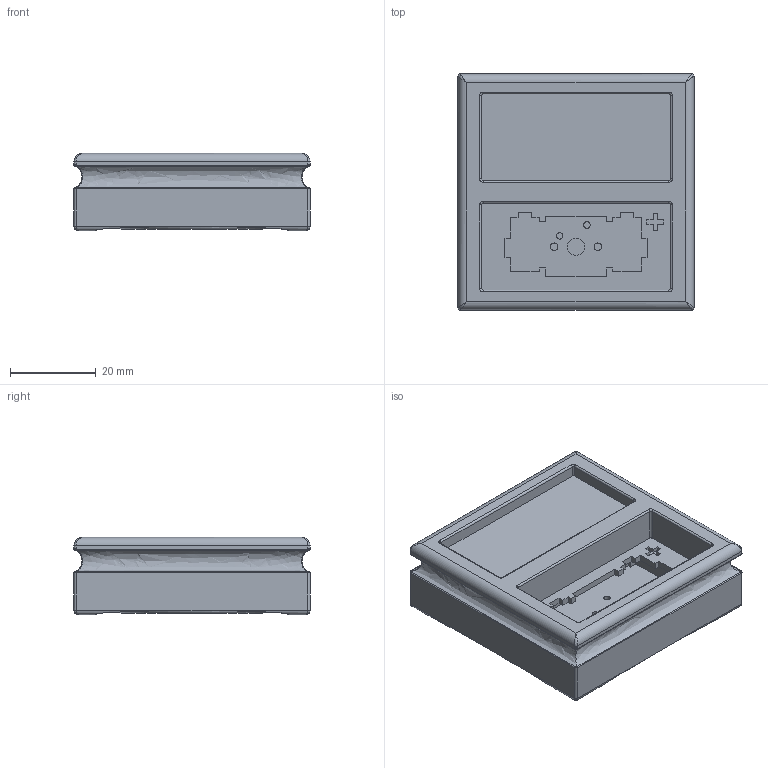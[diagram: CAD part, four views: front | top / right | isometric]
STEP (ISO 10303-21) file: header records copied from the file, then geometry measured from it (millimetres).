
FILE_DESCRIPTION(('HOOPS Exchange Step'),'2;1');
FILE_NAME('temp_export','2025-01-24T20:46:06+02:00',('greze'),('Shapr3D Limited'),'HOOPS Exchange 2024.6','Shapr3D','Authorized');
FILE_SCHEMA( ('AP242_MANAGED_MODEL_BASED_3D_ENGINEERING_MIM_LF {1 0 10303 442 1 1 4 }') );
Length unit declared in the file: millimetre
Products named in the file (1): root
Bounding box: 55 x 55 x 18 mm (x, y, z)
Volume: 37399.6 mm3; surface area: 12778.7 mm2
Topology: 1 solids, 1 shells, 227 faces, 575 edges, 354 vertices
Faces by surface type: plane 110, cylinder 67, bspline 24, extrusion 16, torus 10
Full cylindrical faces by diameter (mm): 1.524 x2, 1.75 x2, 3.988 x1, 8.2 x4
Entity records: 10427 total; most frequent: CARTESIAN_POINT 5100, ORIENTED_EDGE 1134, DIRECTION 1015, EDGE_CURVE 567, VECTOR 355, VERTEX_POINT 354, LINE 339, AXIS2_PLACEMENT_3D 330
